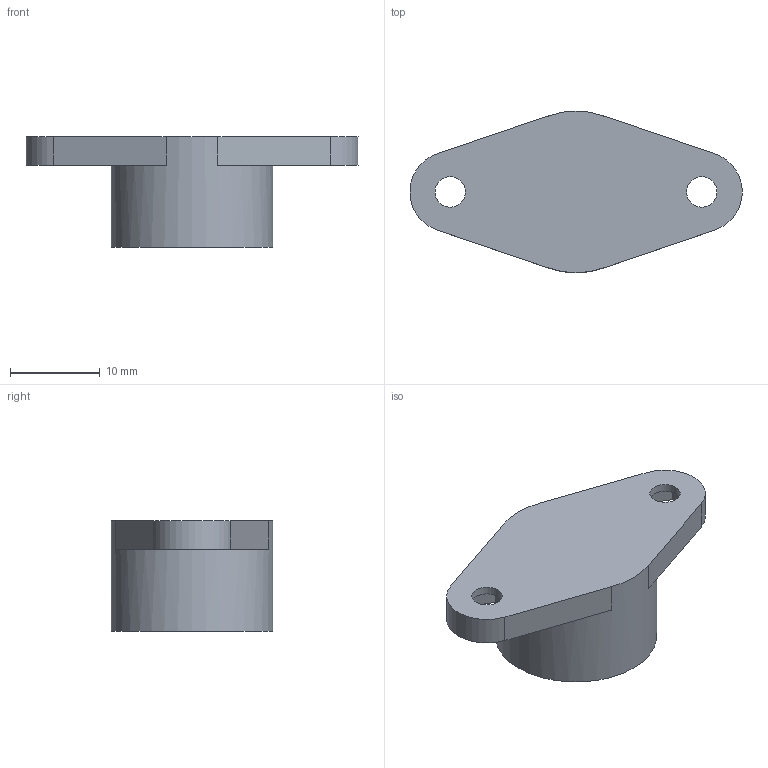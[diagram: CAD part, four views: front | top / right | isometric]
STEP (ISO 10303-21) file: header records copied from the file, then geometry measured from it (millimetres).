
FILE_DESCRIPTION(('STEP AP242'), '1');
FILE_NAME('âîéëî÷íàÿ îïîðà (ïåðåäåëàíî)', '', ('UNSPECIFIED'), ('UNSPECIFIED'), 'C3D Converter', 'C3D Toolkit', '');
FILE_SCHEMA(('AP242_MANAGED_MODEL_BASED_3D_ENGINEERING_MIM_LF { 1 0 10303 442 1 1 4 }'));
Length unit declared in the file: millimetre
Bounding box: 36.97 x 18 x 12.35 mm (x, y, z)
Volume: 3465.8 mm3; surface area: 1845 mm2
Topology: 1 solids, 1 shells, 29 faces, 72 edges, 48 vertices
Faces by surface type: plane 23, cylinder 6
Full cylindrical faces by diameter (mm): 3.4 x2, 15.1 x1, 18 x1
Entity records: 1117 total; most frequent: CARTESIAN_POINT 146, DIRECTION 144, ORIENTED_EDGE 136, EDGE_CURVE 68, LINE 52, VECTOR 52, VERTEX_POINT 48, AXIS2_PLACEMENT_3D 46
